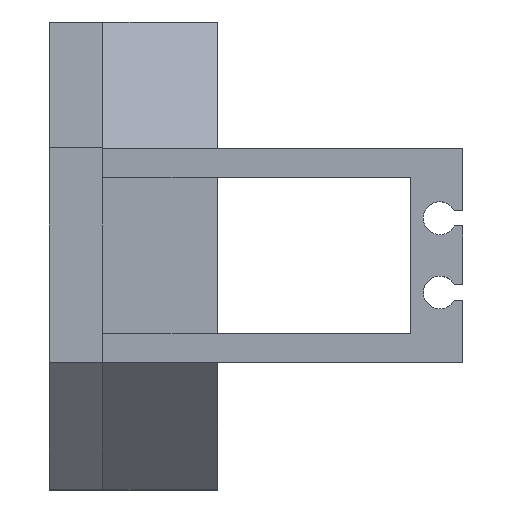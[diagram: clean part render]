
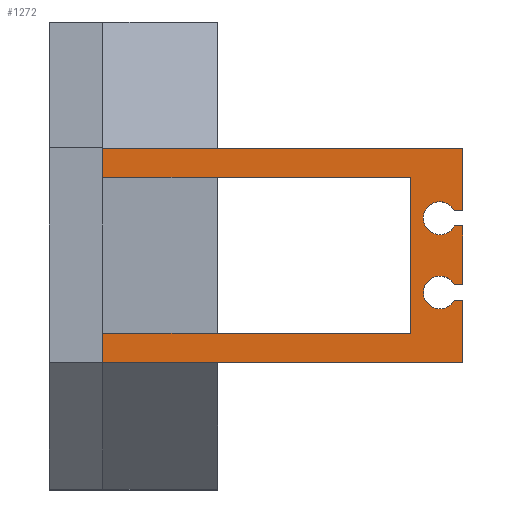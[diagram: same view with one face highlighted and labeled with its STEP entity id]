
A CAD part, top view. The second image highlights one B-rep face of the part: STEP entity #1272.
In plain terms, the highlighted planar face has unit normal (0, 0, 1).
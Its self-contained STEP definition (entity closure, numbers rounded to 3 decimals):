
#65=CIRCLE('',#1357,2.15);
#66=CIRCLE('',#1368,2.15);
#127=FACE_OUTER_BOUND('',#200,.T.);
#200=EDGE_LOOP('',(#1148,#1149,#1150,#1151,#1152,#1153,#1154,#1155,#1156,
#1157,#1158,#1159,#1160,#1161,#1162,#1163));
#243=LINE('',#1820,#396);
#244=LINE('',#1822,#397);
#324=LINE('',#2003,#477);
#326=LINE('',#2007,#479);
#328=LINE('',#2011,#481);
#331=LINE('',#2019,#484);
#333=LINE('',#2023,#486);
#340=LINE('',#2036,#493);
#342=LINE('',#2040,#495);
#344=LINE('',#2044,#497);
#347=LINE('',#2052,#500);
#349=LINE('',#2055,#502);
#350=LINE('',#2058,#503);
#352=LINE('',#2061,#505);
#396=VECTOR('',#1477,10.);
#397=VECTOR('',#1478,10.);
#477=VECTOR('',#1634,10.);
#479=VECTOR('',#1638,10.);
#481=VECTOR('',#1642,10.);
#484=VECTOR('',#1651,10.);
#486=VECTOR('',#1655,10.);
#493=VECTOR('',#1672,10.);
#495=VECTOR('',#1676,10.);
#497=VECTOR('',#1680,10.);
#500=VECTOR('',#1689,10.);
#502=VECTOR('',#1693,10.);
#503=VECTOR('',#1696,10.);
#505=VECTOR('',#1700,10.);
#508=VERTEX_POINT('',#1709);
#510=VERTEX_POINT('',#1713);
#548=VERTEX_POINT('',#1818);
#549=VERTEX_POINT('',#1821);
#612=VERTEX_POINT('',#2001);
#613=VERTEX_POINT('',#2005);
#614=VERTEX_POINT('',#2009);
#615=VERTEX_POINT('',#2013);
#616=VERTEX_POINT('',#2017);
#617=VERTEX_POINT('',#2022);
#618=VERTEX_POINT('',#2035);
#619=VERTEX_POINT('',#2039);
#620=VERTEX_POINT('',#2043);
#621=VERTEX_POINT('',#2047);
#622=VERTEX_POINT('',#2051);
#623=VERTEX_POINT('',#2057);
#678=EDGE_CURVE('',#508,#548,#243,.T.);
#679=EDGE_CURVE('',#549,#510,#244,.T.);
#772=EDGE_CURVE('',#612,#548,#324,.T.);
#774=EDGE_CURVE('',#613,#612,#326,.T.);
#776=EDGE_CURVE('',#614,#613,#328,.T.);
#778=EDGE_CURVE('',#615,#614,#65,.T.);
#780=EDGE_CURVE('',#616,#615,#331,.T.);
#782=EDGE_CURVE('',#508,#617,#333,.T.);
#789=EDGE_CURVE('',#618,#549,#340,.T.);
#791=EDGE_CURVE('',#619,#618,#342,.T.);
#793=EDGE_CURVE('',#620,#619,#344,.T.);
#795=EDGE_CURVE('',#621,#620,#66,.T.);
#797=EDGE_CURVE('',#622,#621,#347,.T.);
#799=EDGE_CURVE('',#622,#616,#349,.T.);
#800=EDGE_CURVE('',#623,#617,#350,.T.);
#802=EDGE_CURVE('',#510,#623,#352,.T.);
#1148=ORIENTED_EDGE('',*,*,#678,.T.);
#1149=ORIENTED_EDGE('',*,*,#772,.F.);
#1150=ORIENTED_EDGE('',*,*,#774,.F.);
#1151=ORIENTED_EDGE('',*,*,#776,.F.);
#1152=ORIENTED_EDGE('',*,*,#778,.F.);
#1153=ORIENTED_EDGE('',*,*,#780,.F.);
#1154=ORIENTED_EDGE('',*,*,#799,.F.);
#1155=ORIENTED_EDGE('',*,*,#797,.T.);
#1156=ORIENTED_EDGE('',*,*,#795,.T.);
#1157=ORIENTED_EDGE('',*,*,#793,.T.);
#1158=ORIENTED_EDGE('',*,*,#791,.T.);
#1159=ORIENTED_EDGE('',*,*,#789,.T.);
#1160=ORIENTED_EDGE('',*,*,#679,.T.);
#1161=ORIENTED_EDGE('',*,*,#802,.T.);
#1162=ORIENTED_EDGE('',*,*,#800,.T.);
#1163=ORIENTED_EDGE('',*,*,#782,.F.);
#1211=PLANE('',#1374);
#1272=ADVANCED_FACE('',(#127),#1211,.T.);
#1357=AXIS2_PLACEMENT_3D('',#2015,#1646,#1647);
#1368=AXIS2_PLACEMENT_3D('',#2048,#1684,#1685);
#1374=AXIS2_PLACEMENT_3D('',#2064,#1704,#1705);
#1477=DIRECTION('',(0.,-1.,0.));
#1478=DIRECTION('',(0.,-1.,0.));
#1634=DIRECTION('',(-1.,0.,0.));
#1638=DIRECTION('',(0.,-1.,0.));
#1642=DIRECTION('',(1.,0.,0.));
#1646=DIRECTION('center_axis',(0.,0.,
1.));
#1647=DIRECTION('ref_axis',(0.885,-0.465,0.));
#1651=DIRECTION('',(-1.,0.,0.));
#1655=DIRECTION('',(1.,0.,0.));
#1672=DIRECTION('',(-1.,0.,0.));
#1676=DIRECTION('',(0.,1.,0.));
#1680=DIRECTION('',(1.,0.,0.));
#1684=DIRECTION('center_axis',(0.,0.,
-1.));
#1685=DIRECTION('ref_axis',(0.885,0.465,0.));
#1689=DIRECTION('',(-1.,0.,0.));
#1693=DIRECTION('',(0.,-1.,0.));
#1696=DIRECTION('',(0.,-1.,0.));
#1700=DIRECTION('',(1.,0.,0.));
#1704=DIRECTION('center_axis',(0.,0.,
1.));
#1705=DIRECTION('ref_axis',(1.,0.,0.));
#1709=CARTESIAN_POINT('',(-10.,-10.2,26.9));
#1713=CARTESIAN_POINT('',(-10.,10.2,26.9));
#1818=CARTESIAN_POINT('',(-10.,-14.,26.9));
#1820=CARTESIAN_POINT('',(-10.,1.,26.9));
#1821=CARTESIAN_POINT('',(-10.,14.,26.9));
#1822=CARTESIAN_POINT('',(-10.,1.,26.9));
#2001=CARTESIAN_POINT('',(37.,-14.,26.9));
#2003=CARTESIAN_POINT('',(-17.,-14.,26.9));
#2005=CARTESIAN_POINT('',(37.,-5.85,26.9));
#2007=CARTESIAN_POINT('',(37.,-5.85,26.9));
#2009=CARTESIAN_POINT('',(35.903,-5.85,26.9));
#2011=CARTESIAN_POINT('',(35.903,-5.85,26.9));
#2013=CARTESIAN_POINT('',(35.903,-3.85,26.9));
#2015=CARTESIAN_POINT('Origin',(34.,-4.85,26.9));
#2017=CARTESIAN_POINT('',(37.,-3.85,26.9));
#2019=CARTESIAN_POINT('',(37.,-3.85,26.9));
#2022=CARTESIAN_POINT('',(30.2,-10.2,26.9));
#2023=CARTESIAN_POINT('',(-10.2,-10.2,26.9));
#2035=CARTESIAN_POINT('',(37.,14.,26.9));
#2036=CARTESIAN_POINT('',(-17.,14.,26.9));
#2039=CARTESIAN_POINT('',(37.,5.85,26.9));
#2040=CARTESIAN_POINT('',(37.,5.85,26.9));
#2043=CARTESIAN_POINT('',(35.903,5.85,26.9));
#2044=CARTESIAN_POINT('',(35.903,5.85,26.9));
#2047=CARTESIAN_POINT('',(35.903,3.85,26.9));
#2048=CARTESIAN_POINT('Origin',(34.,4.85,26.9));
#2051=CARTESIAN_POINT('',(37.,3.85,26.9));
#2052=CARTESIAN_POINT('',(37.,3.85,26.9));
#2055=CARTESIAN_POINT('',(37.,3.85,26.9));
#2057=CARTESIAN_POINT('',(30.2,10.2,26.9));
#2058=CARTESIAN_POINT('',(30.2,10.2,26.9));
#2061=CARTESIAN_POINT('',(-10.2,10.2,26.9));
#2064=CARTESIAN_POINT('Origin',(10.,2.,26.9));
